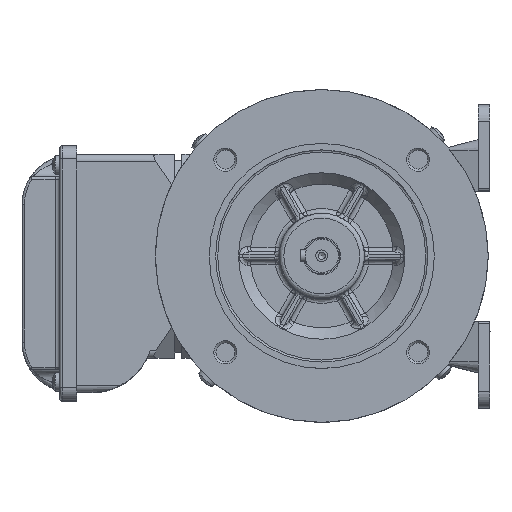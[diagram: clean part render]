
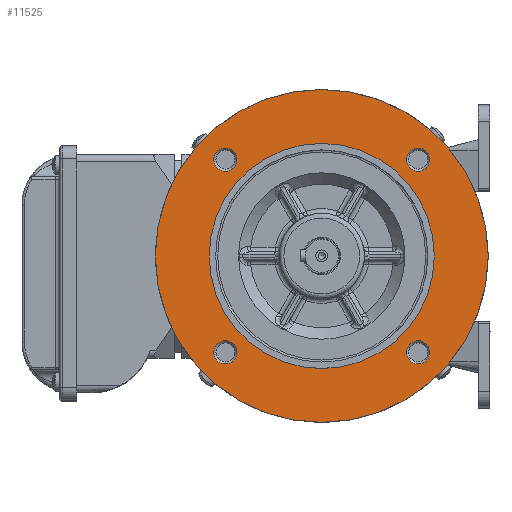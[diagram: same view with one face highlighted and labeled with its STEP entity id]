
A CAD part, top view. The second image highlights one B-rep face of the part: STEP entity #11525.
In plain terms, the highlighted face is planar.
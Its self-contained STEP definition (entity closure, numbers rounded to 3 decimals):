
#5637=FACE_BOUND('',#18291,.T.);
#5638=FACE_BOUND('',#18292,.T.);
#5639=FACE_BOUND('',#18293,.T.);
#5640=FACE_BOUND('',#18294,.T.);
#5641=FACE_BOUND('',#18295,.T.);
#5642=FACE_BOUND('',#18296,.T.);
#6838=CIRCLE('',#54634,47.5);
#7025=CIRCLE('',#54940,70.24);
#7089=CIRCLE('',#55048,4.88);
#7090=CIRCLE('',#55049,4.88);
#7091=CIRCLE('',#55050,4.88);
#7092=CIRCLE('',#55051,4.88);
#11525=ADVANCED_FACE('',(#5637,#5638,#5639,#5640,#5641,#5642),#13036,.F.);
#13036=PLANE('',#55052);
#18291=EDGE_LOOP('',(#31051));
#18292=EDGE_LOOP('',(#31052));
#18293=EDGE_LOOP('',(#31053));
#18294=EDGE_LOOP('',(#31054));
#18295=EDGE_LOOP('',(#31055));
#18296=EDGE_LOOP('',(#31056));
#31051=ORIENTED_EDGE('',*,*,#43754,.F.);
#31052=ORIENTED_EDGE('',*,*,#43755,.F.);
#31053=ORIENTED_EDGE('',*,*,#43567,.T.);
#31054=ORIENTED_EDGE('',*,*,#43109,.T.);
#31055=ORIENTED_EDGE('',*,*,#43756,.F.);
#31056=ORIENTED_EDGE('',*,*,#43757,.F.);
#36564=VERTEX_POINT('',#95384);
#36858=VERTEX_POINT('',#99220);
#36978=VERTEX_POINT('',#100562);
#36979=VERTEX_POINT('',#100564);
#36980=VERTEX_POINT('',#100566);
#36981=VERTEX_POINT('',#100568);
#43109=EDGE_CURVE('',#36564,#36564,#6838,.T.);
#43567=EDGE_CURVE('',#36858,#36858,#7025,.T.);
#43754=EDGE_CURVE('',#36978,#36978,#7089,.T.);
#43755=EDGE_CURVE('',#36979,#36979,#7090,.T.);
#43756=EDGE_CURVE('',#36980,#36980,#7091,.T.);
#43757=EDGE_CURVE('',#36981,#36981,#7092,.T.);
#54634=AXIS2_PLACEMENT_3D('',#95383,#64607,#64608);
#54940=AXIS2_PLACEMENT_3D('',#99219,#65327,#65328);
#55048=AXIS2_PLACEMENT_3D('',#100561,#65593,#65594);
#55049=AXIS2_PLACEMENT_3D('',#100563,#65595,#65596);
#55050=AXIS2_PLACEMENT_3D('',#100565,#65597,#65598);
#55051=AXIS2_PLACEMENT_3D('',#100567,#65599,#65600);
#55052=AXIS2_PLACEMENT_3D('',#100569,#65601,#65602);
#64607=DIRECTION('',(0.,0.,1.));
#64608=DIRECTION('',(1.,0.,0.));
#65327=DIRECTION('',(0.,0.,-1.));
#65328=DIRECTION('',(1.,0.,0.));
#65593=DIRECTION('',(0.,0.,-1.));
#65594=DIRECTION('',(1.,0.,0.));
#65595=DIRECTION('',(0.,0.,-1.));
#65596=DIRECTION('',(1.,0.,0.));
#65597=DIRECTION('',(0.,0.,-1.));
#65598=DIRECTION('',(1.,0.,0.));
#65599=DIRECTION('',(0.,0.,-1.));
#65600=DIRECTION('',(1.,0.,0.));
#65601=DIRECTION('',(0.,0.,1.));
#65602=DIRECTION('',(1.,0.,0.));
#95383=CARTESIAN_POINT('',(0.,0.,3.193));
#95384=CARTESIAN_POINT('',(47.5,0.,3.193));
#99219=CARTESIAN_POINT('',(0.,0.,3.193));
#99220=CARTESIAN_POINT('',(70.24,0.,3.193));
#100561=CARTESIAN_POINT('',(40.659,-40.659,3.193));
#100562=CARTESIAN_POINT('',(45.539,-40.659,3.193));
#100563=CARTESIAN_POINT('',(-40.659,40.659,3.193));
#100564=CARTESIAN_POINT('',(-35.779,40.659,3.193));
#100565=CARTESIAN_POINT('',(-40.659,-40.659,3.193));
#100566=CARTESIAN_POINT('',(-35.779,-40.659,3.193));
#100567=CARTESIAN_POINT('',(40.659,40.659,3.193));
#100568=CARTESIAN_POINT('',(45.539,40.659,3.193));
#100569=CARTESIAN_POINT('',(0.,0.,3.193));
